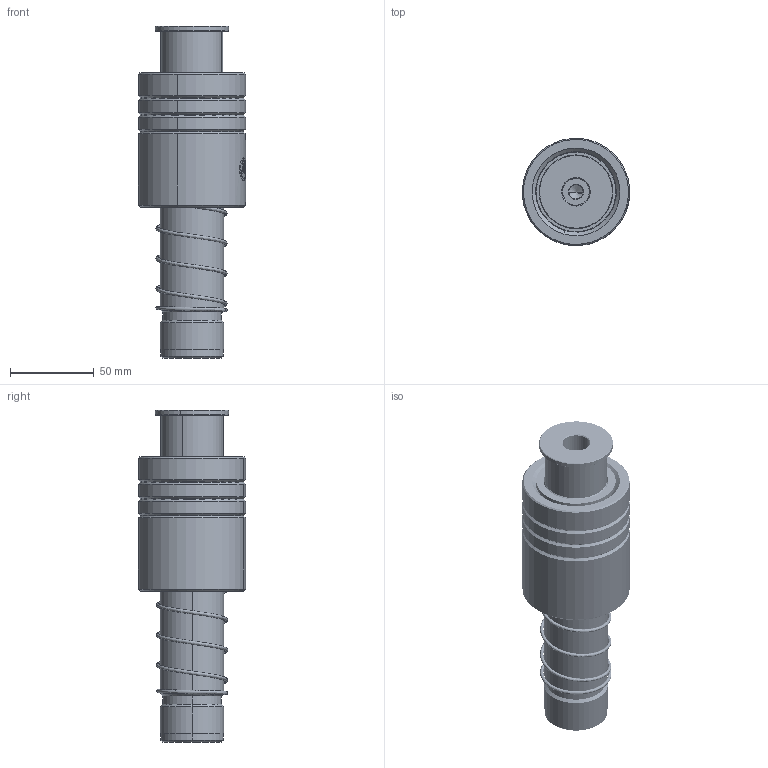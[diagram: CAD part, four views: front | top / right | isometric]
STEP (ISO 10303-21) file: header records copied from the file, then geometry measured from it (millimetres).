
FILE_DESCRIPTION (( 'STEP AP214' ), '1' );
FILE_NAME ('EKSH EKJH-D38-L170(BL-80).STEP', '2021-09-25T03:34:23', ( '' ), ( '' ), 'SwSTEP 2.0', 'SolidWorks 2016', '' );
FILE_SCHEMA (( 'AUTOMOTIVE_DESIGN' ));
Length unit declared in the file: millimetre
Products named in the file (253): BALL-D5; BSH-D47.5-38.5-L75郪蚾; EKSH EKJH-D38-L170(BL-80); HWP-D42.5-d38.5-L60; BSH-47.5-38.5-75; TBB-D64-d48-L80; GTK-D44-d37; MGK-D38-L170
Assembly tree (247 placements, depth 3):
  BALL-D5
  BALL-D5
  BALL-D5
  BALL-D5
  BALL-D5
Bounding box: 63.85 x 63.84 x 198 mm (x, y, z)
Volume: 370084.6 mm3; surface area: 121711.4 mm2
Topology: 243 solids, 243 shells, 1085 faces, 4637 edges, 3075 vertices
Faces by surface type: sphere 952, cone 42, cylinder 38, plane 21, torus 18, bspline 14
Entity records: 50884 total; most frequent: CARTESIAN_POINT 30625, ORIENTED_EDGE 3548, DIRECTION 3060, EDGE_CURVE 1774, AXIS2_PLACEMENT_3D 1474, VERTEX_POINT 1159, EDGE_LOOP 1077, B_SPLINE_CURVE_WITH_KNOTS 1041
